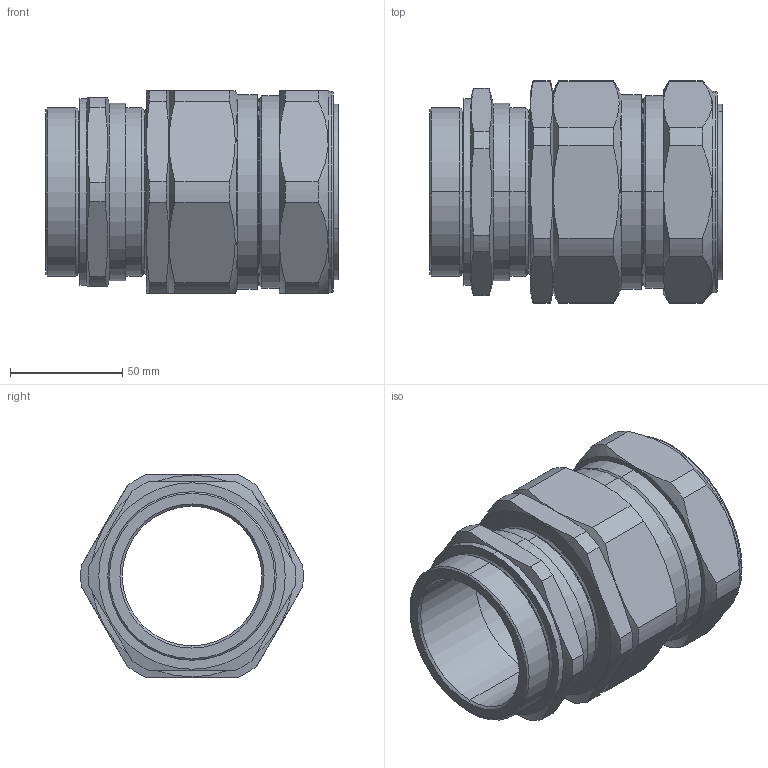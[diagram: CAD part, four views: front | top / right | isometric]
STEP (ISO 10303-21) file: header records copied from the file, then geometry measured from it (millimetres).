
FILE_DESCRIPTION (( 'STEP AP203' ), '1' );
FILE_NAME ('75SE%1RA.STEP', '2021-04-21T12:08:32', ( '' ), ( '' ), 'SwSTEP 2.0', 'SolidWorks 2017', '' );
FILE_SCHEMA (( 'CONFIG_CONTROL_DESIGN' ));
Length unit declared in the file: millimetre
Products named in the file (1): 75SE%1RA
Bounding box: 130.3 x 98.95 x 90 mm (x, y, z)
Volume: 302457.8 mm3; surface area: 77105.5 mm2
Topology: 1 solids, 1 shells, 136 faces, 328 edges, 204 vertices
Faces by surface type: cylinder 52, cone 42, plane 36, torus 6
Entity records: 4461 total; most frequent: CARTESIAN_POINT 1217, DIRECTION 682, ORIENTED_EDGE 656, EDGE_CURVE 328, AXIS2_PLACEMENT_3D 285, VERTEX_POINT 204, EDGE_LOOP 148, CIRCLE 148
